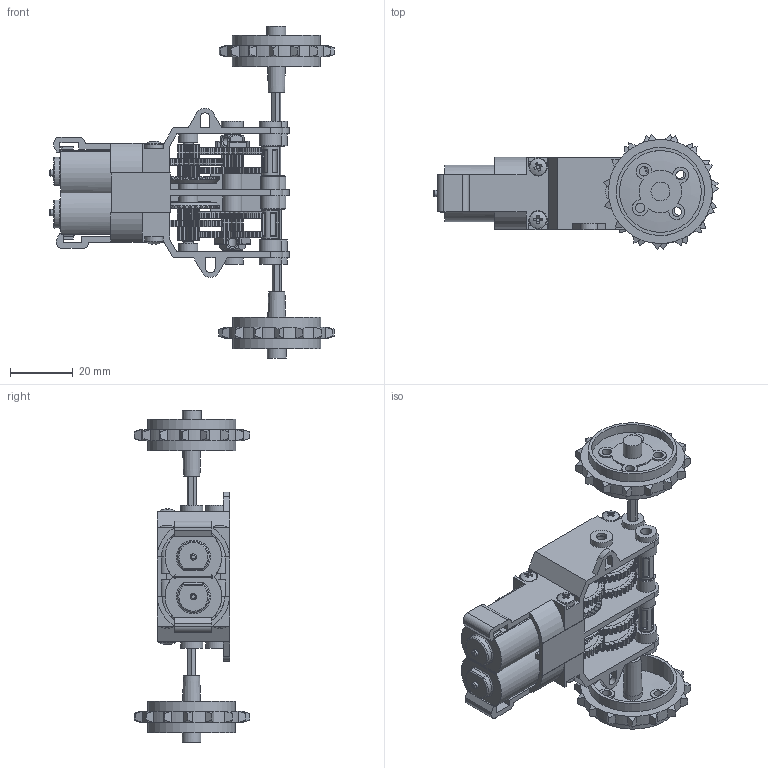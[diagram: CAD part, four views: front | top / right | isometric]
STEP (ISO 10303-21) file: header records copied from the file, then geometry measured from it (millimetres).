
FILE_DESCRIPTION(/* description */ ('','CAx-IF Rec.Pracs.---Representation and Presentation of Product Manufacturing Information (PMI)---4.0---2014-10-13'),/* implementation_level */ '2;1');
FILE_NAME(/* name */ 'Assem1_1-58_wheels.stp',/* time_stamp */ '2019-03-15T16:26:13+01:00',/* author */ ('poryz'),/* organization */ (''),/* preprocessor_version */ 'ST-DEVELOPER v17.2',/* originating_system */ 'Autodesk Inventor 2019',/* authorisation */ '');
FILE_SCHEMA (('AP242_MANAGED_MODEL_BASED_3D_ENGINEERING_MIM_LF { 1 0 10303 442 1 1 4 }'));
Products named in the file (17): Assem1; middle; left; right; motor; DG_shaft_50mm; DG_purple_8_mtr; DG_shaft_23mm; TG_G3; DG_shaft_50mm_1; DG_yellow_34_12_N01; TG_G2; DG_gold_brass; DG_brass_gap4.0; middle pin; Pan Head Cross Recess Screw_DIN; drive sprocket
Assembly tree (43 placements, depth 2):
  Assem1
    middle
    motor  x2
    left
    right
    DG_brass_gap4.0  x12
    DG_gold_brass  x2
    DG_purple_8_mtr  x2
    DG_shaft_23mm  x2
    DG_shaft_50mm
    DG_yellow_34_12_N01  x2
    TG_G3  x2
    TG_G2  x4
    DG_shaft_50mm_1
    middle pin  x2
    Pan Head Cross Recess Screw_DIN  x6
    drive sprocket  x2
Bounding box: 90.53 x 36.7 x 105.5 mm (x, y, z)
Volume: 36802.8 mm3; surface area: 42537 mm2
Topology: 43 solids, 47 shells, 4445 faces, 12436 edges, 8161 vertices
Faces by surface type: plane 2837, cylinder 1310, torus 122, bspline 80, cone 70, sphere 26
Full cylindrical faces by diameter (mm): 1.5 x2, 2 x4, 2.207 x1, 2.3 x1, 2.7 x9, 2.8 x2, 3 x47, 3.257 x2, 3.4 x12, 3.5 x11, 3.538 x4, 3.561 x2, 5 x22, 5.5 x4, 5.6 x6, 6 x16, 7 x12, 12 x4, 13 x4, 18 x12, 26 x4, 28 x4
Entity records: 64437 total; most frequent: CARTESIAN_POINT 12754, DIRECTION 11009, ORIENTED_EDGE 10412, EDGE_CURVE 5206, AXIS2_PLACEMENT_3D 3764, LINE 3481, VECTOR 3481, VERTEX_POINT 3417
